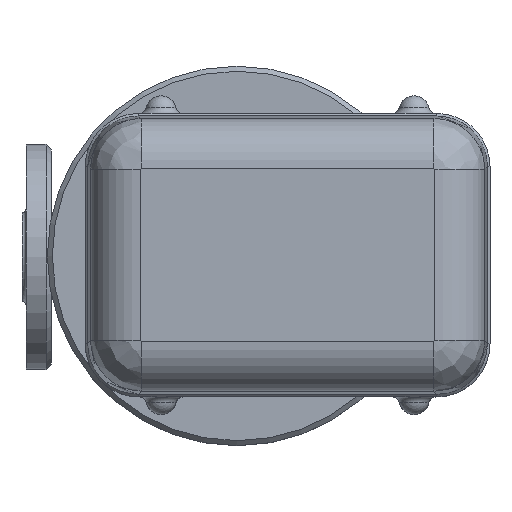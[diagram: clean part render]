
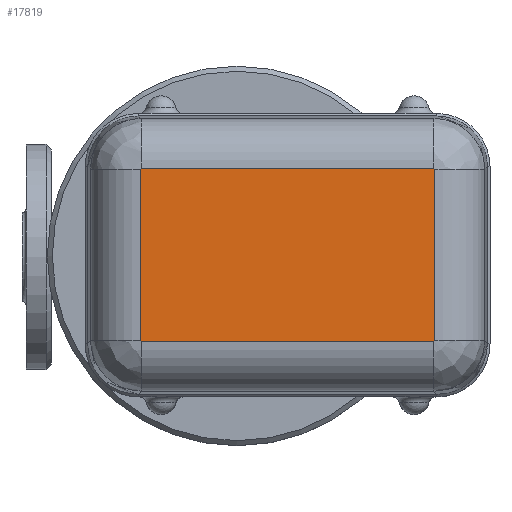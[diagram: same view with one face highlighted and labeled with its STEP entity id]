
A CAD part, top view. The second image highlights one B-rep face of the part: STEP entity #17819.
In plain terms, the highlighted planar face has unit normal (0, 0, 1).
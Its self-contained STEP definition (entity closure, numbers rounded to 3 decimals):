
#399=B_SPLINE_CURVE_WITH_KNOTS('',3,(#41239,#41240,#41241,#41242,#41243,
#41244,#41245),.UNSPECIFIED.,.F.,.F.,(4,1,1,1,4),(0.,0.014,
0.027,0.041,0.047),.UNSPECIFIED.);
#401=B_SPLINE_CURVE_WITH_KNOTS('',3,(#41324,#41325,#41326,#41327,#41328,
#41329,#41330,#41331),.UNSPECIFIED.,.F.,.F.,(4,1,1,1,1,4),(0.,
0.007,0.014,0.027,0.041,
0.047),.UNSPECIFIED.);
#403=B_SPLINE_CURVE_WITH_KNOTS('',3,(#41415,#41416,#41417,#41418,#41419,
#41420,#41421,#41422,#41423,#41424),.UNSPECIFIED.,.F.,.F.,(4,1,1,1,1,1,
1,4),(0.,0.007,0.014,0.02,0.027,
0.034,0.041,0.047),.UNSPECIFIED.);
#405=B_SPLINE_CURVE_WITH_KNOTS('',3,(#41496,#41497,#41498,#41499,#41500,
#41501,#41502),.UNSPECIFIED.,.F.,.F.,(4,1,1,1,4),(0.,0.014,
0.027,0.041,0.047),.UNSPECIFIED.);
#1676=LINE('',#41260,#2671);
#1677=LINE('',#41265,#2672);
#1680=LINE('',#41440,#2675);
#1681=LINE('',#41445,#2676);
#2671=VECTOR('',#22324,67.708);
#2672=VECTOR('',#22329,115.708);
#2675=VECTOR('',#22340,115.708);
#2676=VECTOR('',#22345,67.708);
#3485=PLANE('',#19256);
#4247=FACE_OUTER_BOUND('',#5541,.T.);
#5541=EDGE_LOOP('',(#14048,#14049,#14050,#14051,#14052,#14053,#14054,#14055));
#8400=VERTEX_POINT('',#41236);
#8401=VERTEX_POINT('',#41238);
#8403=VERTEX_POINT('',#41256);
#8406=VERTEX_POINT('',#41263);
#8407=VERTEX_POINT('',#41323);
#8410=VERTEX_POINT('',#41413);
#8411=VERTEX_POINT('',#41436);
#8414=VERTEX_POINT('',#41443);
#10423=EDGE_CURVE('',#8400,#8401,#399,.T.);
#10428=EDGE_CURVE('',#8401,#8403,#1676,.T.);
#10430=EDGE_CURVE('',#8406,#8400,#1677,.T.);
#10432=EDGE_CURVE('',#8403,#8407,#401,.T.);
#10436=EDGE_CURVE('',#8410,#8406,#403,.T.);
#10440=EDGE_CURVE('',#8407,#8411,#1680,.T.);
#10442=EDGE_CURVE('',#8414,#8410,#1681,.T.);
#10444=EDGE_CURVE('',#8411,#8414,#405,.T.);
#14048=ORIENTED_EDGE('',*,*,#10423,.F.);
#14049=ORIENTED_EDGE('',*,*,#10430,.F.);
#14050=ORIENTED_EDGE('',*,*,#10436,.F.);
#14051=ORIENTED_EDGE('',*,*,#10442,.F.);
#14052=ORIENTED_EDGE('',*,*,#10444,.F.);
#14053=ORIENTED_EDGE('',*,*,#10440,.F.);
#14054=ORIENTED_EDGE('',*,*,#10432,.F.);
#14055=ORIENTED_EDGE('',*,*,#10428,.F.);
#17819=ADVANCED_FACE('',(#4247),#3485,.T.);
#19256=AXIS2_PLACEMENT_3D('',#41594,#22358,#22359);
#22324=DIRECTION('',(0.,-1.,0.));
#22329=DIRECTION('',(1.,0.,0.));
#22340=DIRECTION('',(-1.,0.,0.));
#22345=DIRECTION('',(0.,1.,0.));
#22358=DIRECTION('center_axis',(0.,0.,
1.));
#22359=DIRECTION('ref_axis',(1.,0.,0.));
#41236=CARTESIAN_POINT('',(77.854,34.157,557.));
#41238=CARTESIAN_POINT('',(78.157,33.854,557.));
#41239=CARTESIAN_POINT('Ctrl Pts',(77.854,34.157,557.));
#41240=CARTESIAN_POINT('Ctrl Pts',(77.899,34.157,557.));
#41241=CARTESIAN_POINT('Ctrl Pts',(77.989,34.136,557.));
#41242=CARTESIAN_POINT('Ctrl Pts',(78.098,34.049,557.));
#41243=CARTESIAN_POINT('Ctrl Pts',(78.149,33.945,557.));
#41244=CARTESIAN_POINT('Ctrl Pts',(78.157,33.876,557.));
#41245=CARTESIAN_POINT('Ctrl Pts',(78.157,33.854,557.));
#41256=CARTESIAN_POINT('',(78.157,-33.854,557.));
#41260=CARTESIAN_POINT('',(78.157,-17.5,557.));
#41263=CARTESIAN_POINT('',(-37.854,34.157,557.));
#41265=CARTESIAN_POINT('',(49.5,34.157,557.));
#41323=CARTESIAN_POINT('',(77.854,-34.157,557.));
#41324=CARTESIAN_POINT('Ctrl Pts',(78.157,-33.854,557.));
#41325=CARTESIAN_POINT('Ctrl Pts',(78.157,-33.876,557.));
#41326=CARTESIAN_POINT('Ctrl Pts',(78.152,-33.922,557.));
#41327=CARTESIAN_POINT('Ctrl Pts',(78.121,-34.008,557.));
#41328=CARTESIAN_POINT('Ctrl Pts',(78.049,-34.099,557.));
#41329=CARTESIAN_POINT('Ctrl Pts',(77.944,-34.149,557.));
#41330=CARTESIAN_POINT('Ctrl Pts',(77.876,-34.157,557.));
#41331=CARTESIAN_POINT('Ctrl Pts',(77.854,-34.157,557.));
#41413=CARTESIAN_POINT('',(-38.157,33.854,557.));
#41415=CARTESIAN_POINT('Ctrl Pts',(-38.157,33.854,557.));
#41416=CARTESIAN_POINT('Ctrl Pts',(-38.157,33.876,557.));
#41417=CARTESIAN_POINT('Ctrl Pts',(-38.152,33.922,557.));
#41418=CARTESIAN_POINT('Ctrl Pts',(-38.129,33.986,557.));
#41419=CARTESIAN_POINT('Ctrl Pts',(-38.093,34.044,557.));
#41420=CARTESIAN_POINT('Ctrl Pts',(-38.044,34.092,557.));
#41421=CARTESIAN_POINT('Ctrl Pts',(-37.986,34.129,557.));
#41422=CARTESIAN_POINT('Ctrl Pts',(-37.922,34.152,557.));
#41423=CARTESIAN_POINT('Ctrl Pts',(-37.876,34.157,557.));
#41424=CARTESIAN_POINT('Ctrl Pts',(-37.854,34.157,557.));
#41436=CARTESIAN_POINT('',(-37.854,-34.157,557.));
#41440=CARTESIAN_POINT('',(-9.5,-34.157,557.));
#41443=CARTESIAN_POINT('',(-38.157,-33.854,557.));
#41445=CARTESIAN_POINT('',(-38.157,17.5,557.));
#41496=CARTESIAN_POINT('Ctrl Pts',(-37.854,-34.157,
557.));
#41497=CARTESIAN_POINT('Ctrl Pts',(-37.899,-34.157,
557.));
#41498=CARTESIAN_POINT('Ctrl Pts',(-37.989,-34.136,
557.));
#41499=CARTESIAN_POINT('Ctrl Pts',(-38.098,-34.049,
557.));
#41500=CARTESIAN_POINT('Ctrl Pts',(-38.149,-33.945,
557.));
#41501=CARTESIAN_POINT('Ctrl Pts',(-38.157,-33.876,
557.));
#41502=CARTESIAN_POINT('Ctrl Pts',(-38.157,-33.854,
557.));
#41594=CARTESIAN_POINT('Origin',(20.,0.,557.));
